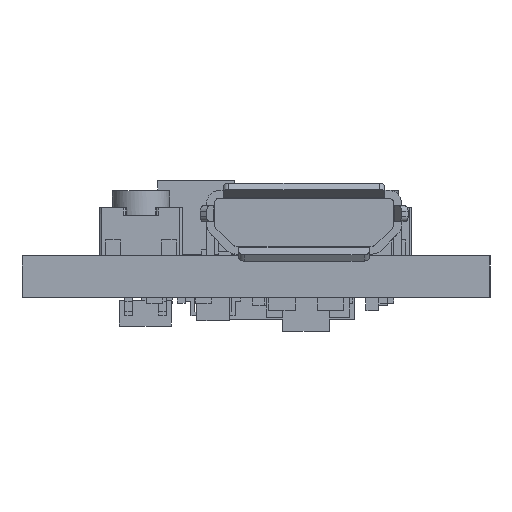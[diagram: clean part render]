
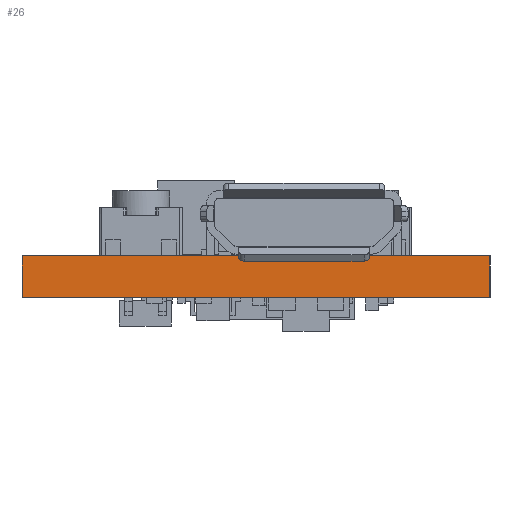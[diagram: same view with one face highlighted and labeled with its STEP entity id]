
A CAD part, front view. The second image highlights one B-rep face of the part: STEP entity #26.
In plain terms, the highlighted planar face has unit normal (0, -1, 0).
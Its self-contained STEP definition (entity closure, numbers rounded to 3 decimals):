
#26=ADVANCED_FACE('',(#1216),#17082,.T.);
#1216=FACE_OUTER_BOUND('',#2392,.T.);
#2392=EDGE_LOOP('',(#4083,#4084,#4085,#4086));
#4083=ORIENTED_EDGE('',*,*,#9676,.T.);
#4084=ORIENTED_EDGE('',*,*,#9543,.T.);
#4085=ORIENTED_EDGE('',*,*,#9675,.F.);
#4086=ORIENTED_EDGE('',*,*,#9218,.F.);
#9218=EDGE_CURVE('',#15010,#15007,#12508,.T.);
#9543=EDGE_CURVE('',#15535,#15536,#12821,.T.);
#9675=EDGE_CURVE('',#15007,#15536,#12953,.T.);
#9676=EDGE_CURVE('',#15010,#15535,#12954,.T.);
#12508=B_SPLINE_CURVE_WITH_KNOTS('',1,(#25718,#25719),.UNSPECIFIED.,.F.,
 .F.,(2,2),(-18.,0.),.UNSPECIFIED.);
#12821=B_SPLINE_CURVE_WITH_KNOTS('',1,(#26380,#26381),.UNSPECIFIED.,.F.,
 .F.,(2,2),(-18.,0.),.UNSPECIFIED.);
#12953=B_SPLINE_CURVE_WITH_KNOTS('',1,(#26644,#26645),.UNSPECIFIED.,.F.,
 .F.,(2,2),(0.,1.602),.UNSPECIFIED.);
#12954=B_SPLINE_CURVE_WITH_KNOTS('',1,(#26646,#26647),.UNSPECIFIED.,.F.,
 .F.,(2,2),(0.,1.602),.UNSPECIFIED.);
#15007=VERTEX_POINT('',#23728);
#15010=VERTEX_POINT('',#23731);
#15535=VERTEX_POINT('',#24256);
#15536=VERTEX_POINT('',#24257);
#17082=PLANE('',#17876);
#17876=AXIS2_PLACEMENT_3D('',#19430,#18653,$);
#18653=DIRECTION('',(0.,-1.,0.));
#19430=CARTESIAN_POINT('',(14.086,1.002,-5.466));
#23728=CARTESIAN_POINT('',(-5.715,1.002,-5.304));
#23731=CARTESIAN_POINT('',(12.285,1.002,-5.304));
#24256=CARTESIAN_POINT('',(12.285,1.002,-3.702));
#24257=CARTESIAN_POINT('',(-5.715,1.002,-3.702));
#25718=CARTESIAN_POINT('',(12.285,1.002,-5.304));
#25719=CARTESIAN_POINT('',(-5.715,1.002,-5.304));
#26380=CARTESIAN_POINT('',(12.285,1.002,-3.702));
#26381=CARTESIAN_POINT('',(-5.715,1.002,-3.702));
#26644=CARTESIAN_POINT('',(-5.715,1.002,-5.304));
#26645=CARTESIAN_POINT('',(-5.715,1.002,-3.702));
#26646=CARTESIAN_POINT('',(12.285,1.002,-5.304));
#26647=CARTESIAN_POINT('',(12.285,1.002,-3.702));
